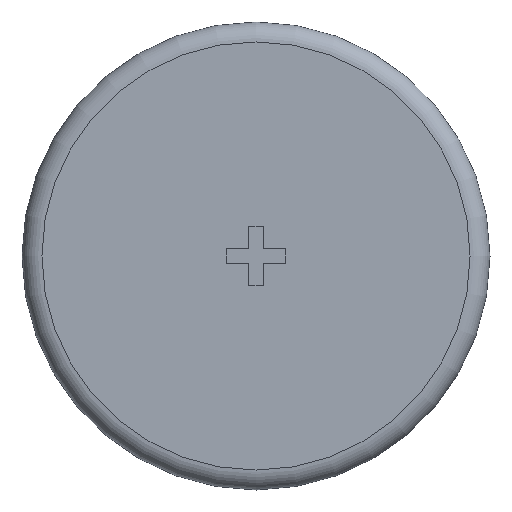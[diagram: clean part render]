
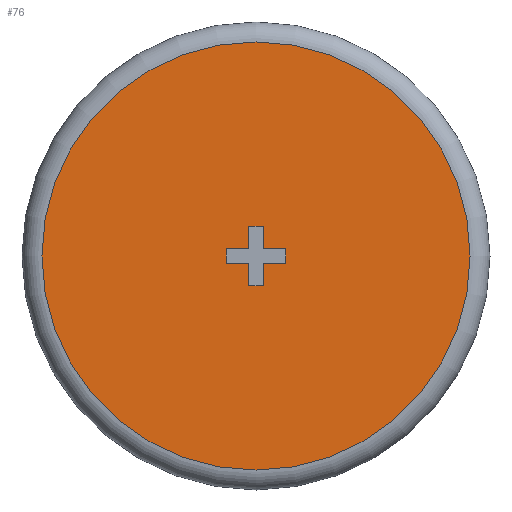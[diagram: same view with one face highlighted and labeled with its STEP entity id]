
A CAD part, front view. The second image highlights one B-rep face of the part: STEP entity #76.
In plain terms, the highlighted planar face has unit normal (0, -1, 0).
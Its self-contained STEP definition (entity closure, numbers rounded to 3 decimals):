
#76 = ADVANCED_FACE( '', ( #154, #155 ), #156, .F. );
#154 = FACE_BOUND( '', #227, .T. );
#155 = FACE_OUTER_BOUND( '', #228, .T. );
#156 = PLANE( '', #229 );
#227 = EDGE_LOOP( '', ( #364, #365, #366, #367, #368, #369, #370, #371, #372, #373, #374, #375 ) );
#228 = EDGE_LOOP( '', ( #376 ) );
#229 = AXIS2_PLACEMENT_3D( '', #377, #378, #379 );
#364 = ORIENTED_EDGE( '', *, *, #453, .T. );
#365 = ORIENTED_EDGE( '', *, *, #460, .F. );
#366 = ORIENTED_EDGE( '', *, *, #439, .T. );
#367 = ORIENTED_EDGE( '', *, *, #451, .T. );
#368 = ORIENTED_EDGE( '', *, *, #443, .T. );
#369 = ORIENTED_EDGE( '', *, *, #461, .T. );
#370 = ORIENTED_EDGE( '', *, *, #457, .T. );
#371 = ORIENTED_EDGE( '', *, *, #408, .T. );
#372 = ORIENTED_EDGE( '', *, *, #436, .T. );
#373 = ORIENTED_EDGE( '', *, *, #462, .T. );
#374 = ORIENTED_EDGE( '', *, *, #425, .T. );
#375 = ORIENTED_EDGE( '', *, *, #448, .T. );
#376 = ORIENTED_EDGE( '', *, *, #430, .T. );
#377 = CARTESIAN_POINT( '', ( 21.5, 0., 0. ) );
#378 = DIRECTION( '', ( 0., 1., 0. ) );
#379 = DIRECTION( '', ( 0., 0., 1. ) );
#408 = EDGE_CURVE( '', #472, #473, #474, .T. );
#425 = EDGE_CURVE( '', #503, #504, #505, .T. );
#430 = EDGE_CURVE( '', #511, #511, #512, .T. );
#436 = EDGE_CURVE( '', #473, #520, #521, .T. );
#439 = EDGE_CURVE( '', #524, #525, #526, .T. );
#443 = EDGE_CURVE( '', #530, #531, #532, .T. );
#448 = EDGE_CURVE( '', #504, #537, #538, .T. );
#451 = EDGE_CURVE( '', #525, #530, #541, .T. );
#453 = EDGE_CURVE( '', #537, #543, #544, .T. );
#457 = EDGE_CURVE( '', #548, #472, #549, .T. );
#460 = EDGE_CURVE( '', #524, #543, #552, .T. );
#461 = EDGE_CURVE( '', #531, #548, #553, .T. );
#462 = EDGE_CURVE( '', #520, #503, #554, .T. );
#472 = VERTEX_POINT( '', #564 );
#473 = VERTEX_POINT( '', #565 );
#474 = LINE( '', #566, #567 );
#503 = VERTEX_POINT( '', #610 );
#504 = VERTEX_POINT( '', #611 );
#505 = LINE( '', #612, #613 );
#511 = VERTEX_POINT( '', #621 );
#512 = CIRCLE( '', #622, 21.5 );
#520 = VERTEX_POINT( '', #630 );
#521 = LINE( '', #631, #632 );
#524 = VERTEX_POINT( '', #636 );
#525 = VERTEX_POINT( '', #637 );
#526 = LINE( '', #638, #639 );
#530 = VERTEX_POINT( '', #645 );
#531 = VERTEX_POINT( '', #646 );
#532 = LINE( '', #647, #648 );
#537 = VERTEX_POINT( '', #655 );
#538 = LINE( '', #656, #657 );
#541 = LINE( '', #661, #662 );
#543 = VERTEX_POINT( '', #664 );
#544 = LINE( '', #665, #666 );
#548 = VERTEX_POINT( '', #671 );
#549 = LINE( '', #672, #673 );
#552 = LINE( '', #677, #678 );
#553 = LINE( '', #679, #680 );
#554 = LINE( '', #681, #682 );
#564 = CARTESIAN_POINT( '', ( -3., 0., -0.75 ) );
#565 = CARTESIAN_POINT( '', ( -3., 0., 0.75 ) );
#566 = CARTESIAN_POINT( '', ( -3., 0., -0.75 ) );
#567 = VECTOR( '', #692, 1000. );
#610 = CARTESIAN_POINT( '', ( -0.75, 0., 3. ) );
#611 = CARTESIAN_POINT( '', ( 0.75, 0., 3. ) );
#612 = CARTESIAN_POINT( '', ( -0.75, 0., 3. ) );
#613 = VECTOR( '', #707, 1000. );
#621 = CARTESIAN_POINT( '', ( 0., 0., -21.5 ) );
#622 = AXIS2_PLACEMENT_3D( '', #713, #714, #715 );
#630 = CARTESIAN_POINT( '', ( -0.75, 0., 0.75 ) );
#631 = CARTESIAN_POINT( '', ( -3., 0., 0.75 ) );
#632 = VECTOR( '', #722, 1000. );
#636 = CARTESIAN_POINT( '', ( 3., 0., -0.75 ) );
#637 = CARTESIAN_POINT( '', ( 0.75, 0., -0.75 ) );
#638 = CARTESIAN_POINT( '', ( 3., 0., -0.75 ) );
#639 = VECTOR( '', #724, 1000. );
#645 = CARTESIAN_POINT( '', ( 0.75, 0., -3. ) );
#646 = CARTESIAN_POINT( '', ( -0.75, 0., -3. ) );
#647 = CARTESIAN_POINT( '', ( 0.75, 0., -3. ) );
#648 = VECTOR( '', #727, 1000. );
#655 = CARTESIAN_POINT( '', ( 0.75, 0., 0.75 ) );
#656 = CARTESIAN_POINT( '', ( 0.75, 0., 3. ) );
#657 = VECTOR( '', #730, 1000. );
#661 = CARTESIAN_POINT( '', ( 0.75, 0., -0.75 ) );
#662 = VECTOR( '', #732, 1000. );
#664 = CARTESIAN_POINT( '', ( 3., 0., 0.75 ) );
#665 = CARTESIAN_POINT( '', ( 0.75, 0., 0.75 ) );
#666 = VECTOR( '', #733, 1000. );
#671 = CARTESIAN_POINT( '', ( -0.75, 0., -0.75 ) );
#672 = CARTESIAN_POINT( '', ( -0.75, 0., -0.75 ) );
#673 = VECTOR( '', #735, 1000. );
#677 = CARTESIAN_POINT( '', ( 3., 0., 0. ) );
#678 = VECTOR( '', #737, 1000. );
#679 = CARTESIAN_POINT( '', ( -0.75, 0., -3. ) );
#680 = VECTOR( '', #738, 1000. );
#681 = CARTESIAN_POINT( '', ( -0.75, 0., 0.75 ) );
#682 = VECTOR( '', #739, 1000. );
#692 = DIRECTION( '', ( 0., 0., 1. ) );
#707 = DIRECTION( '', ( 1., 0., 0. ) );
#713 = CARTESIAN_POINT( '', ( 0., 0., 0. ) );
#714 = DIRECTION( '', ( 0., -1., 0. ) );
#715 = DIRECTION( '', ( 0., 0., -1. ) );
#722 = DIRECTION( '', ( 1., 0., 0. ) );
#724 = DIRECTION( '', ( -1., 0., 0. ) );
#727 = DIRECTION( '', ( -1., 0., 0. ) );
#730 = DIRECTION( '', ( 0., 0., -1. ) );
#732 = DIRECTION( '', ( 0., 0., -1. ) );
#733 = DIRECTION( '', ( 1., 0., 0. ) );
#735 = DIRECTION( '', ( -1., 0., 0. ) );
#737 = DIRECTION( '', ( 0., 0., 1. ) );
#738 = DIRECTION( '', ( 0., 0., 1. ) );
#739 = DIRECTION( '', ( 0., 0., 1. ) );
